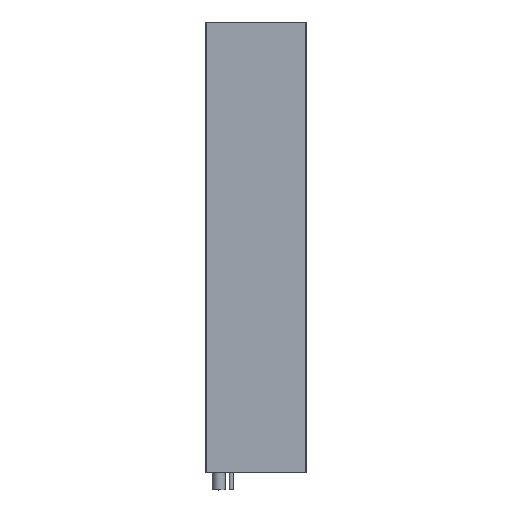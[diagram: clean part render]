
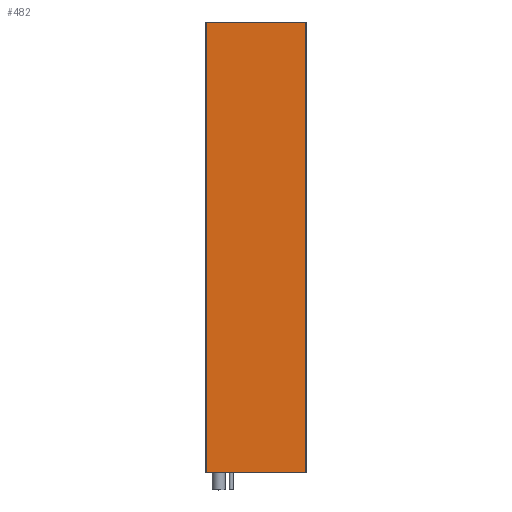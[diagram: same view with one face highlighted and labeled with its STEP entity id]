
A CAD part, top view. The second image highlights one B-rep face of the part: STEP entity #482.
In plain terms, the highlighted planar face has unit normal (0, 0, 1).
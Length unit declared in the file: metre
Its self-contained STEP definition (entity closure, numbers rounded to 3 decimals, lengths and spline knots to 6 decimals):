
#482 = ADVANCED_FACE( '', ( #1389 ), #1390, .T. );
#1389 = FACE_OUTER_BOUND( '', #2297, .T. );
#1390 = PLANE( '', #2298 );
#2297 = EDGE_LOOP( '', ( #5542, #5543, #5544, #5545 ) );
#2298 = AXIS2_PLACEMENT_3D( '', #5546, #5547, #5548 );
#5542 = ORIENTED_EDGE( '', *, *, #6561, .F. );
#5543 = ORIENTED_EDGE( '', *, *, #6569, .F. );
#5544 = ORIENTED_EDGE( '', *, *, #6564, .T. );
#5545 = ORIENTED_EDGE( '', *, *, #6514, .T. );
#5546 = CARTESIAN_POINT( '', ( 0.0642, 0.5799, 0. ) );
#5547 = DIRECTION( '', ( 0., 0., 1. ) );
#5548 = DIRECTION( '', ( 1., 0., 0. ) );
#6514 = EDGE_CURVE( '', #8196, #8198, #8200, .T. );
#6561 = EDGE_CURVE( '', #8266, #8198, #8268, .T. );
#6564 = EDGE_CURVE( '', #8272, #8196, #8273, .T. );
#6569 = EDGE_CURVE( '', #8272, #8266, #8280, .T. );
#8196 = VERTEX_POINT( '', #10566 );
#8198 = VERTEX_POINT( '', #10569 );
#8200 = LINE( '', #10572, #10573 );
#8266 = VERTEX_POINT( '', #10682 );
#8268 = LINE( '', #10685, #10686 );
#8272 = VERTEX_POINT( '', #10690 );
#8273 = LINE( '', #10691, #10692 );
#8280 = LINE( '', #10701, #10702 );
#10566 = CARTESIAN_POINT( '', ( -0.0642, 0.5799, 0. ) );
#10569 = CARTESIAN_POINT( '', ( -0.0642, 0.0001, 0. ) );
#10572 = CARTESIAN_POINT( '', ( -0.0642, 0.5799, 0. ) );
#10573 = VECTOR( '', #12267, 1. );
#10682 = CARTESIAN_POINT( '', ( 0.0642, 0.0001, 0. ) );
#10685 = CARTESIAN_POINT( '', ( 0.0642, 0.0001, 0. ) );
#10686 = VECTOR( '', #12318, 1. );
#10690 = CARTESIAN_POINT( '', ( 0.0642, 0.5799, 0. ) );
#10691 = CARTESIAN_POINT( '', ( 0.0642, 0.5799, 0. ) );
#10692 = VECTOR( '', #12325, 1. );
#10701 = CARTESIAN_POINT( '', ( 0.0642, 0.5799, 0. ) );
#10702 = VECTOR( '', #12334, 1. );
#12267 = DIRECTION( '', ( 0., -1., 0. ) );
#12318 = DIRECTION( '', ( -1., 0., 0. ) );
#12325 = DIRECTION( '', ( -1., 0., 0. ) );
#12334 = DIRECTION( '', ( 0., -1., 0. ) );
